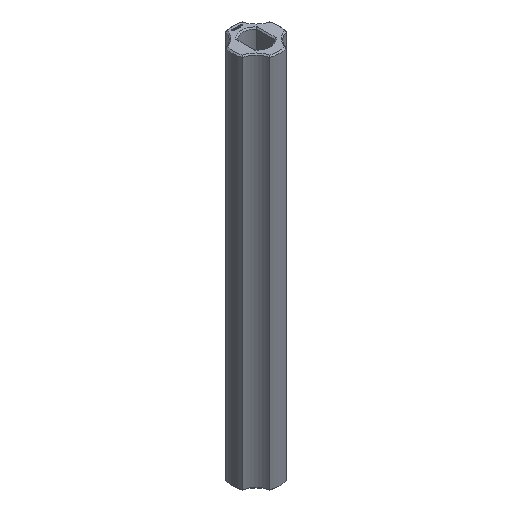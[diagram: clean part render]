
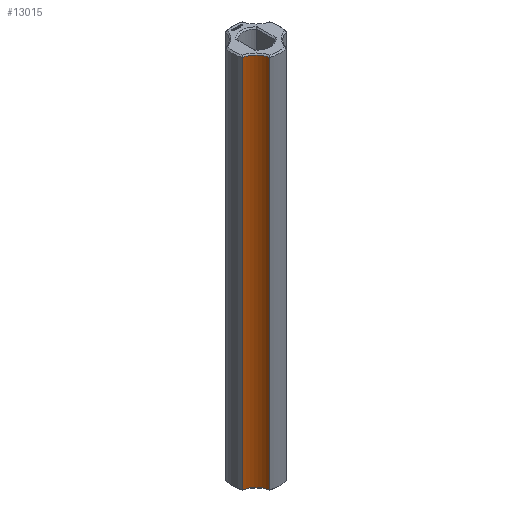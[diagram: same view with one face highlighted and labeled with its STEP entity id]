
A CAD part, isometric view. The second image highlights one B-rep face of the part: STEP entity #13015.
In plain terms, the highlighted cylindrical face has radius 5 mm (diameter 10 mm), a partial arc.
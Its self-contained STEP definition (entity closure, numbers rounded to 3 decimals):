
#189 = CYLINDRICAL_SURFACE('',#190,6.25);
#190 = AXIS2_PLACEMENT_3D('',#191,#192,#193);
#191 = CARTESIAN_POINT('',(0.,0.,0.));
#192 = DIRECTION('',(-0.,-0.,-1.));
#193 = DIRECTION('',(1.,0.,0.));
#625 = EDGE_CURVE('',#626,#628,#630,.T.);
#626 = VERTEX_POINT('',#627);
#627 = CARTESIAN_POINT('',(-2.225,-5.841,0.3));
#628 = VERTEX_POINT('',#629);
#629 = CARTESIAN_POINT('',(-2.225,-5.841,99.7));
#630 = SURFACE_CURVE('',#631,(#635,#642),.PCURVE_S1.);
#631 = LINE('',#632,#633);
#632 = CARTESIAN_POINT('',(-2.225,-5.841,0.));
#633 = VECTOR('',#634,1.);
#634 = DIRECTION('',(0.,0.,1.));
#635 = PCURVE('',#189,#636);
#636 = DEFINITIONAL_REPRESENTATION('',(#637),#641);
#637 = LINE('',#638,#639);
#638 = CARTESIAN_POINT('',(-4.348,0.));
#639 = VECTOR('',#640,1.);
#640 = DIRECTION('',(-0.,-1.));
#641 = ( GEOMETRIC_REPRESENTATION_CONTEXT(2) 
PARAMETRIC_REPRESENTATION_CONTEXT() REPRESENTATION_CONTEXT('2D SPACE',''
  ) );
#642 = PCURVE('',#643,#648);
#643 = CYLINDRICAL_SURFACE('',#644,5.);
#644 = AXIS2_PLACEMENT_3D('',#645,#646,#647);
#645 = CARTESIAN_POINT('',(-7.071,-7.071,0.));
#646 = DIRECTION('',(-0.,-0.,-1.));
#647 = DIRECTION('',(1.,0.,0.));
#648 = DEFINITIONAL_REPRESENTATION('',(#649),#653);
#649 = LINE('',#650,#651);
#650 = CARTESIAN_POINT('',(-0.249,0.));
#651 = VECTOR('',#652,1.);
#652 = DIRECTION('',(-0.,-1.));
#653 = ( GEOMETRIC_REPRESENTATION_CONTEXT(2) 
PARAMETRIC_REPRESENTATION_CONTEXT() REPRESENTATION_CONTEXT('2D SPACE',''
  ) );
#832 = CONICAL_SURFACE('',#833,5.,0.785);
#833 = AXIS2_PLACEMENT_3D('',#834,#835,#836);
#834 = CARTESIAN_POINT('',(-7.071,-7.071,0.3));
#835 = DIRECTION('',(-0.,-0.,-1.));
#836 = DIRECTION('',(0.969,0.246,0.));
#1149 = CONICAL_SURFACE('',#1150,5.,0.785);
#1150 = AXIS2_PLACEMENT_3D('',#1151,#1152,#1153);
#1151 = CARTESIAN_POINT('',(-7.071,-7.071,99.7));
#1152 = DIRECTION('',(0.,0.,1.));
#1153 = DIRECTION('',(0.969,0.246,0.));
#13015 = ADVANCED_FACE('',(#13016),#643,.F.);
#13016 = FACE_BOUND('',#13017,.T.);
#13017 = EDGE_LOOP('',(#13018,#13019,#13043,#13071));
#13018 = ORIENTED_EDGE('',*,*,#625,.T.);
#13019 = ORIENTED_EDGE('',*,*,#13020,.T.);
#13020 = EDGE_CURVE('',#628,#13021,#13023,.T.);
#13021 = VERTEX_POINT('',#13022);
#13022 = CARTESIAN_POINT('',(-5.841,-2.225,99.7));
#13023 = SURFACE_CURVE('',#13024,(#13029,#13036),.PCURVE_S1.);
#13024 = CIRCLE('',#13025,5.);
#13025 = AXIS2_PLACEMENT_3D('',#13026,#13027,#13028);
#13026 = CARTESIAN_POINT('',(-7.071,-7.071,99.7));
#13027 = DIRECTION('',(0.,-0.,1.));
#13028 = DIRECTION('',(0.969,0.246,0.));
#13029 = PCURVE('',#643,#13030);
#13030 = DEFINITIONAL_REPRESENTATION('',(#13031),#13035);
#13031 = LINE('',#13032,#13033);
#13032 = CARTESIAN_POINT('',(-0.249,-99.7));
#13033 = VECTOR('',#13034,1.);
#13034 = DIRECTION('',(-1.,0.));
#13035 = ( GEOMETRIC_REPRESENTATION_CONTEXT(2) 
PARAMETRIC_REPRESENTATION_CONTEXT() REPRESENTATION_CONTEXT('2D SPACE',''
  ) );
#13036 = PCURVE('',#1149,#13037);
#13037 = DEFINITIONAL_REPRESENTATION('',(#13038),#13042);
#13038 = LINE('',#13039,#13040);
#13039 = CARTESIAN_POINT('',(0.,0.));
#13040 = VECTOR('',#13041,1.);
#13041 = DIRECTION('',(1.,0.));
#13042 = ( GEOMETRIC_REPRESENTATION_CONTEXT(2) 
PARAMETRIC_REPRESENTATION_CONTEXT() REPRESENTATION_CONTEXT('2D SPACE',''
  ) );
#13043 = ORIENTED_EDGE('',*,*,#13044,.F.);
#13044 = EDGE_CURVE('',#13045,#13021,#13047,.T.);
#13045 = VERTEX_POINT('',#13046);
#13046 = CARTESIAN_POINT('',(-5.841,-2.225,0.3));
#13047 = SURFACE_CURVE('',#13048,(#13052,#13059),.PCURVE_S1.);
#13048 = LINE('',#13049,#13050);
#13049 = CARTESIAN_POINT('',(-5.841,-2.225,0.));
#13050 = VECTOR('',#13051,1.);
#13051 = DIRECTION('',(0.,0.,1.));
#13052 = PCURVE('',#643,#13053);
#13053 = DEFINITIONAL_REPRESENTATION('',(#13054),#13058);
#13054 = LINE('',#13055,#13056);
#13055 = CARTESIAN_POINT('',(-1.322,0.));
#13056 = VECTOR('',#13057,1.);
#13057 = DIRECTION('',(-0.,-1.));
#13058 = ( GEOMETRIC_REPRESENTATION_CONTEXT(2) 
PARAMETRIC_REPRESENTATION_CONTEXT() REPRESENTATION_CONTEXT('2D SPACE',''
  ) );
#13059 = PCURVE('',#13060,#13065);
#13060 = CYLINDRICAL_SURFACE('',#13061,6.25);
#13061 = AXIS2_PLACEMENT_3D('',#13062,#13063,#13064);
#13062 = CARTESIAN_POINT('',(0.,0.,0.));
#13063 = DIRECTION('',(-0.,-0.,-1.));
#13064 = DIRECTION('',(1.,0.,0.));
#13065 = DEFINITIONAL_REPRESENTATION('',(#13066),#13070);
#13066 = LINE('',#13067,#13068);
#13067 = CARTESIAN_POINT('',(-3.506,0.));
#13068 = VECTOR('',#13069,1.);
#13069 = DIRECTION('',(-0.,-1.));
#13070 = ( GEOMETRIC_REPRESENTATION_CONTEXT(2) 
PARAMETRIC_REPRESENTATION_CONTEXT() REPRESENTATION_CONTEXT('2D SPACE',''
  ) );
#13071 = ORIENTED_EDGE('',*,*,#13072,.F.);
#13072 = EDGE_CURVE('',#626,#13045,#13073,.T.);
#13073 = SURFACE_CURVE('',#13074,(#13079,#13086),.PCURVE_S1.);
#13074 = CIRCLE('',#13075,5.);
#13075 = AXIS2_PLACEMENT_3D('',#13076,#13077,#13078);
#13076 = CARTESIAN_POINT('',(-7.071,-7.071,0.3));
#13077 = DIRECTION('',(0.,-0.,1.));
#13078 = DIRECTION('',(0.969,0.246,0.));
#13079 = PCURVE('',#643,#13080);
#13080 = DEFINITIONAL_REPRESENTATION('',(#13081),#13085);
#13081 = LINE('',#13082,#13083);
#13082 = CARTESIAN_POINT('',(-0.249,-0.3));
#13083 = VECTOR('',#13084,1.);
#13084 = DIRECTION('',(-1.,0.));
#13085 = ( GEOMETRIC_REPRESENTATION_CONTEXT(2) 
PARAMETRIC_REPRESENTATION_CONTEXT() REPRESENTATION_CONTEXT('2D SPACE',''
  ) );
#13086 = PCURVE('',#832,#13087);
#13087 = DEFINITIONAL_REPRESENTATION('',(#13088),#13092);
#13088 = LINE('',#13089,#13090);
#13089 = CARTESIAN_POINT('',(-0.,0.));
#13090 = VECTOR('',#13091,1.);
#13091 = DIRECTION('',(-1.,0.));
#13092 = ( GEOMETRIC_REPRESENTATION_CONTEXT(2) 
PARAMETRIC_REPRESENTATION_CONTEXT() REPRESENTATION_CONTEXT('2D SPACE',''
  ) );
